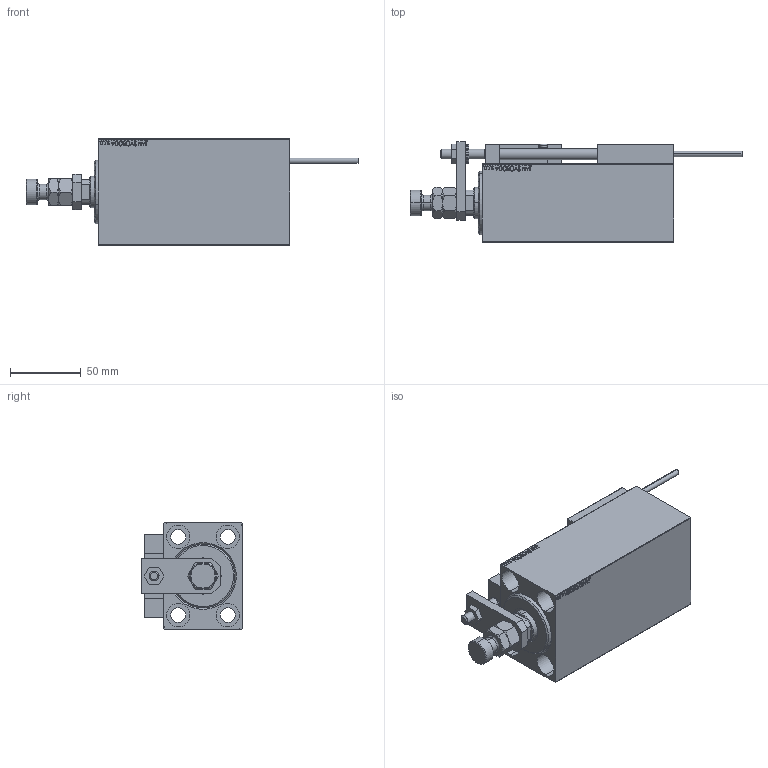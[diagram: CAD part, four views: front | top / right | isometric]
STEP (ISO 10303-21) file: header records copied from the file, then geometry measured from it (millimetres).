
FILE_DESCRIPTION (( 'STEP AP203' ), '1' );
FILE_NAME ('39b5.STEP', '2021-11-01T18:31:23', ( '' ), ( '' ), 'SwSTEP 2.0', 'SolidWorks 2019', '' );
FILE_SCHEMA (( 'CONFIG_CONTROL_DESIGN' ));
Length unit declared in the file: millimetre
Products named in the file (16): KONCOVKA 71bda97ee3746fb948aa2998d8a09a87; 39b5; X_Y_MFA 71bda97ee3746fb948aa2998d8a09a87; ALLEN BOLT D8 71bda97ee3746fb948aa2998d8a09a87; TYC_L79 71bda97ee3746fb948aa2998d8a09a87; V450CM_VC_B 71bda97ee3746fb948aa2998d8a09a87; MAGNET 71bda97ee3746fb948aa2998d8a09a87; SWITCH X 71bda97ee3746fb948aa2998d8a09a87; V450CM_C 71bda97ee3746fb948aa2998d8a09a87; ZARAZKA 71bda97ee3746fb948aa2998d8a09a87; SWITCH DIM B,W 71bda97ee3746fb948aa2998d8a09a87; V450CM_C_VCP 71bda97ee3746fb948aa2998d8a09a87; SWITCH_X_FRONT_BACK 71bda97ee3746fb948aa2998d8a09a87; NUT_D12 71bda97ee3746fb948aa2998d8a09a87; ALLEN BOLT D5 71bda97ee3746fb948aa2998d8a09a87; Block 71bda97ee3746fb948aa2998d8a09a87
Assembly tree (25 placements, depth 3):
  39b5
    V450CM_C 71bda97ee3746fb948aa2998d8a09a87
    SWITCH X 71bda97ee3746fb948aa2998d8a09a87
      SWITCH_X_FRONT_BACK 71bda97ee3746fb948aa2998d8a09a87  x2
      TYC_L79 71bda97ee3746fb948aa2998d8a09a87
      Block 71bda97ee3746fb948aa2998d8a09a87  x2
      ALLEN BOLT D5 71bda97ee3746fb948aa2998d8a09a87  x4
      ALLEN BOLT D8 71bda97ee3746fb948aa2998d8a09a87  x4
      MAGNET 71bda97ee3746fb948aa2998d8a09a87  x2
      KONCOVKA 71bda97ee3746fb948aa2998d8a09a87  x2
    NUT_D12 71bda97ee3746fb948aa2998d8a09a87
    SWITCH DIM B,W 71bda97ee3746fb948aa2998d8a09a87
    ZARAZKA 71bda97ee3746fb948aa2998d8a09a87
    V450CM_C_VCP 71bda97ee3746fb948aa2998d8a09a87
    V450CM_VC_B 71bda97ee3746fb948aa2998d8a09a87
    X_Y_MFA 71bda97ee3746fb948aa2998d8a09a87
Bounding box: 234 x 70.5 x 75 mm (x, y, z)
Volume: 524820.1 mm3; surface area: 126605.3 mm2
Topology: 24 solids, 24 shells, 1330 faces, 3170 edges, 2017 vertices
Faces by surface type: plane 576, bspline 380, cylinder 188, cone 134, torus 48, sphere 4
Entity records: 51768 total; most frequent: CARTESIAN_POINT 26435, ORIENTED_EDGE 5360, DIRECTION 3656, EDGE_CURVE 2680, VERTEX_POINT 1741, LINE 1500, VECTOR 1500, EDGE_LOOP 1241
